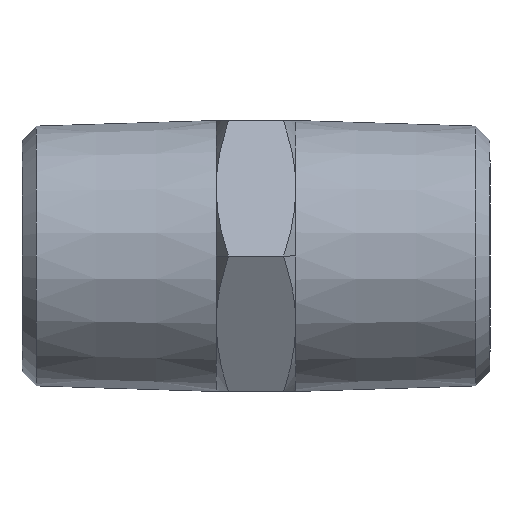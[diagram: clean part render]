
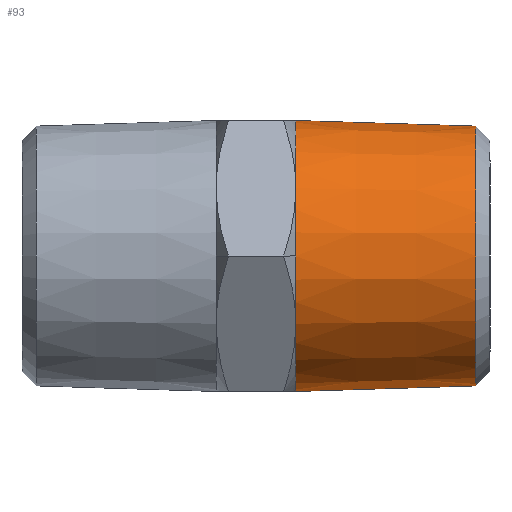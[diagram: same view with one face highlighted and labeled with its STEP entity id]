
A CAD part, left-side view. The second image highlights one B-rep face of the part: STEP entity #93.
In plain terms, the highlighted conical face has half-angle 1.78 degrees and reference radius 8.335 mm.
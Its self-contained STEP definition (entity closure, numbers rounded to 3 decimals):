
#93=ADVANCED_FACE('',(#207),#208,.T.);
#207=FACE_OUTER_BOUND('',#339,.T.);
#208=CONICAL_SURFACE('',#340,8.335,0.031);
#339=EDGE_LOOP('',(#535,#536,#537,#538));
#340=AXIS2_PLACEMENT_3D('',#539,#540,#541);
#535=ORIENTED_EDGE('',*,*,#820,.F.);
#536=ORIENTED_EDGE('',*,*,#821,.F.);
#537=ORIENTED_EDGE('',*,*,#822,.F.);
#538=ORIENTED_EDGE('',*,*,#823,.T.);
#539=CARTESIAN_POINT('',(0.0,-5.658,0.0));
#540=DIRECTION('',(-0.0,1.0,0.0));
#541=DIRECTION('',(0.0,0.0,-1.0));
#820=EDGE_CURVE('',#987,#988,#989,.T.);
#821=EDGE_CURVE('',#990,#987,#991,.T.);
#822=EDGE_CURVE('',#992,#990,#993,.T.);
#823=EDGE_CURVE('',#992,#988,#994,.T.);
#987=VERTEX_POINT('',#1273);
#988=VERTEX_POINT('',#1274);
#989=LINE('',#1275,#1276);
#990=VERTEX_POINT('',#1277);
#991=CIRCLE('',#1278,8.16);
#992=VERTEX_POINT('',#1279);
#993=LINE('',#1280,#1281);
#994=CIRCLE('',#1282,8.511);
#1273=CARTESIAN_POINT('',(0.,-11.317,-8.16));
#1274=CARTESIAN_POINT('',(0.0,0.0,-8.511));
#1275=CARTESIAN_POINT('',(0.,-5.658,-8.335));
#1276=VECTOR('',#1582,1.0);
#1277=CARTESIAN_POINT('',(0.0,-11.317,8.16));
#1278=AXIS2_PLACEMENT_3D('',#1583,#1584,#1585);
#1279=CARTESIAN_POINT('',(0.,0.,8.511));
#1280=CARTESIAN_POINT('',(0.,-5.658,8.335));
#1281=VECTOR('',#1586,1.0);
#1282=AXIS2_PLACEMENT_3D('',#1587,#1588,#1589);
#1582=DIRECTION('',(0.,1.,-0.031));
#1583=CARTESIAN_POINT('',(0.0,-11.317,0.0));
#1584=DIRECTION('',(0.0,-1.0,0.0));
#1585=DIRECTION('',(0.0,0.0,-1.0));
#1586=DIRECTION('',(0.,-1.,-0.031));
#1587=CARTESIAN_POINT('',(0.0,0.,0.0));
#1588=DIRECTION('',(0.0,-1.0,0.0));
#1589=DIRECTION('',(0.0,0.0,-1.0));
